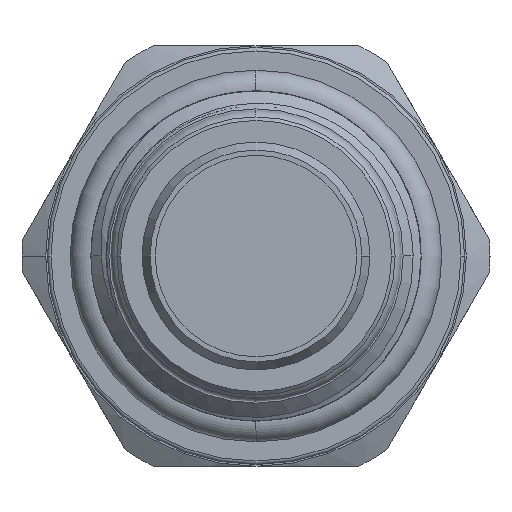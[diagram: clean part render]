
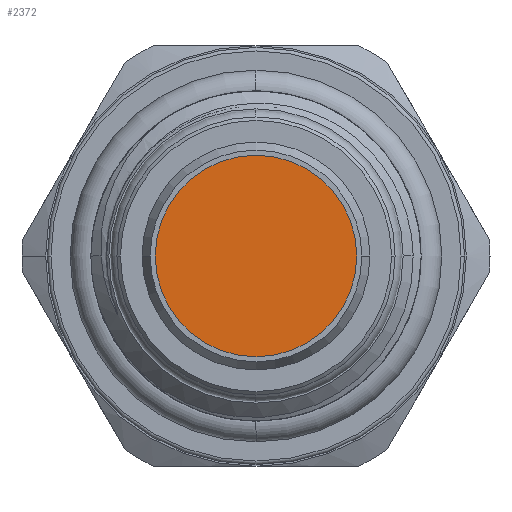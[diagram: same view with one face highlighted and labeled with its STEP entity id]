
A CAD part, left-side view. The second image highlights one B-rep face of the part: STEP entity #2372.
In plain terms, the highlighted planar face has unit normal (-1, 0, 0).
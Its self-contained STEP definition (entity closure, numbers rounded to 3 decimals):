
#344 = DIRECTION ( 'NONE',  ( -1., 0., 0. ) ) ;
#1603 = CIRCLE ( 'NONE', #4766, 5.75 ) ;
#2372 = ADVANCED_FACE ( 'NONE', ( #11251 ), #6212, .T. ) ;
#2409 = AXIS2_PLACEMENT_3D ( 'NONE', #10912, #344, #2655 ) ;
#2499 = CIRCLE ( 'NONE', #12750, 5.75 ) ;
#2655 = DIRECTION ( 'NONE',  ( 0., 0., 1. ) ) ;
#3691 = EDGE_CURVE ( 'NONE', #6822, #13032, #2499, .T. ) ;
#3765 = DIRECTION ( 'NONE',  ( -1., 0., 0. ) ) ;
#3843 = CARTESIAN_POINT ( 'NONE',  ( -29.876, 0., 0. ) ) ;
#3905 = DIRECTION ( 'NONE',  ( 0., 0., 1. ) ) ;
#4766 = AXIS2_PLACEMENT_3D ( 'NONE', #9613, #3765, #3905 ) ;
#6212 = PLANE ( 'NONE',  #2409 ) ;
#6220 = EDGE_LOOP ( 'NONE', ( #7233, #11891 ) ) ;
#6768 = CARTESIAN_POINT ( 'NONE',  ( -29.876, -5.75, 0. ) ) ;
#6822 = VERTEX_POINT ( 'NONE', #6768 ) ;
#7233 = ORIENTED_EDGE ( 'NONE', *, *, #3691, .T. ) ;
#9613 = CARTESIAN_POINT ( 'NONE',  ( -29.876, 0., 0. ) ) ;
#10833 = CARTESIAN_POINT ( 'NONE',  ( -29.876, 5.75, 0. ) ) ;
#10912 = CARTESIAN_POINT ( 'NONE',  ( -29.876, -7.245, 0. ) ) ;
#11251 = FACE_OUTER_BOUND ( 'NONE', #6220, .T. ) ;
#11891 = ORIENTED_EDGE ( 'NONE', *, *, #12997, .T. ) ;
#12750 = AXIS2_PLACEMENT_3D ( 'NONE', #3843, #13426, #13582 ) ;
#12997 = EDGE_CURVE ( 'NONE', #13032, #6822, #1603, .T. ) ;
#13032 = VERTEX_POINT ( 'NONE', #10833 ) ;
#13426 = DIRECTION ( 'NONE',  ( -1., 0., 0. ) ) ;
#13582 = DIRECTION ( 'NONE',  ( 0., 0., 1. ) ) ;
